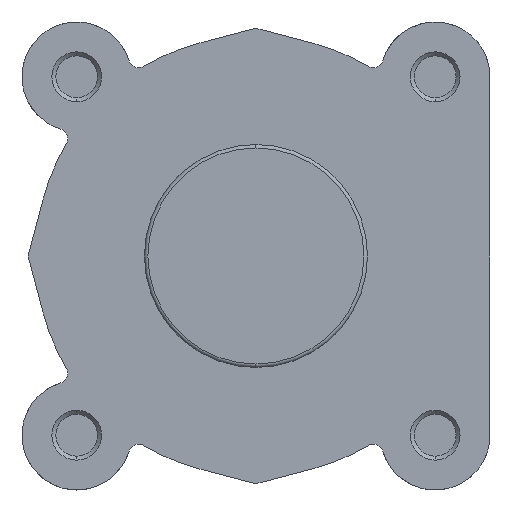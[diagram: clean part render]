
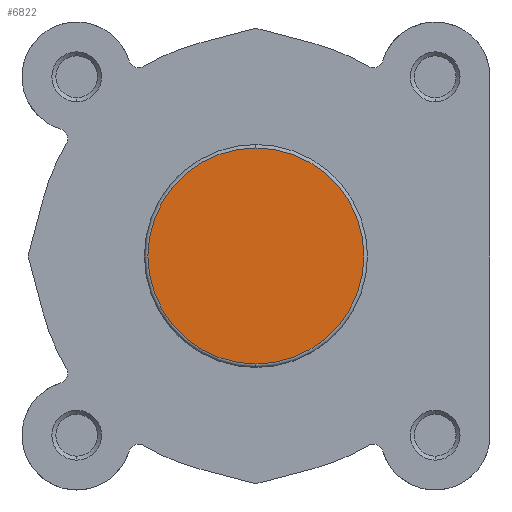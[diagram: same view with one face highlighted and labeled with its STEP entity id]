
A CAD part, left-side view. The second image highlights one B-rep face of the part: STEP entity #6822.
In plain terms, the highlighted planar face has unit normal (-1, 0, 0).
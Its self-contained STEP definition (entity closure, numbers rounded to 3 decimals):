
#920 = EDGE_CURVE ( 'NONE', #7117, #7161, #6335, .T. ) ;
#1247 = ORIENTED_EDGE ( 'NONE', *, *, #920, .T. ) ;
#1248 = ORIENTED_EDGE ( 'NONE', *, *, #1635, .T. ) ;
#1635 = EDGE_CURVE ( 'NONE', #7161, #7117, #6520, .T. ) ;
#1941 = AXIS2_PLACEMENT_3D ( 'NONE', #2507, #2509, #2510 ) ;
#2025 = AXIS2_PLACEMENT_3D ( 'NONE', #3012, #3019, #3020 ) ;
#2247 = AXIS2_PLACEMENT_3D ( 'NONE', #4693, #4702, #4703 ) ;
#2507 = CARTESIAN_POINT ( 'NONE',  ( 0., 0., 0. ) ) ;
#2509 = DIRECTION ( 'NONE',  ( -1., 0., 0. ) ) ;
#2510 = DIRECTION ( 'NONE',  ( 0., 0., -1. ) ) ;
#3012 = CARTESIAN_POINT ( 'NONE',  ( 0., 0., 0. ) ) ;
#3019 = DIRECTION ( 'NONE',  ( -1., 0., 0. ) ) ;
#3020 = DIRECTION ( 'NONE',  ( 0., 0., -1. ) ) ;
#4013 = FACE_OUTER_BOUND ( 'NONE', #7219, .T. ) ;
#4686 = PLANE ( 'NONE',  #2247 ) ;
#4693 = CARTESIAN_POINT ( 'NONE',  ( 0., 22.4, 0. ) ) ;
#4702 = DIRECTION ( 'NONE',  ( 1., 0., 0. ) ) ;
#4703 = DIRECTION ( 'NONE',  ( 0., 0., -1. ) ) ;
#5332 = CARTESIAN_POINT ( 'NONE',  ( 0., 0., 21.7 ) ) ;
#5375 = CARTESIAN_POINT ( 'NONE',  ( 0., 0., -21.7 ) ) ;
#6335 = CIRCLE ( 'NONE', #1941, 21.7 ) ;
#6520 = CIRCLE ( 'NONE', #2025, 21.7 ) ;
#6822 = ADVANCED_FACE ( 'NONE', ( #4013 ), #4686, .F. ) ;
#7117 = VERTEX_POINT ( 'NONE', #5332 ) ;
#7161 = VERTEX_POINT ( 'NONE', #5375 ) ;
#7219 = EDGE_LOOP ( 'NONE', ( #1248, #1247 ) ) ;
